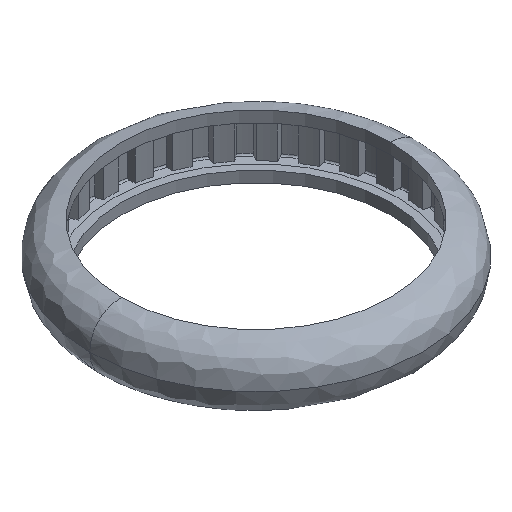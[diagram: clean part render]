
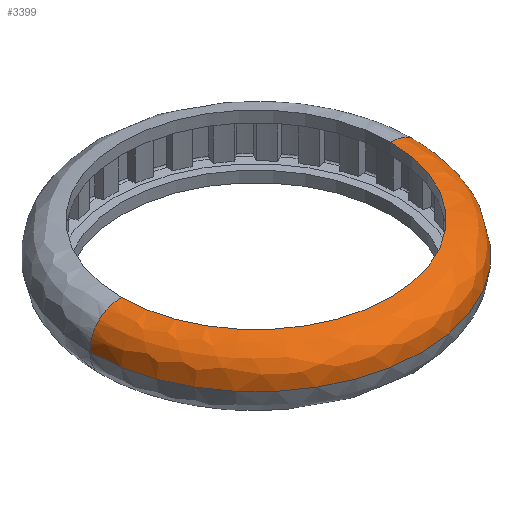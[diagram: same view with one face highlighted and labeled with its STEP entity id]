
A CAD part, isometric view. The second image highlights one B-rep face of the part: STEP entity #3399.
In plain terms, the highlighted free-form (B-spline) face has degree [3, 3] with [7, 4] control points.
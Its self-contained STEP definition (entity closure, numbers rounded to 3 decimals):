
#393=FACE_OUTER_BOUND('',#585,.T.);
#585=EDGE_LOOP('',(#2185,#2186,#2187,#2188));
#779=B_SPLINE_CURVE_WITH_KNOTS('',3,(#4766,#4767,#4768,#4769,#4770,#4771,
#4772),.UNSPECIFIED.,.F.,.F.,(4,1,1,1,4),(0.008,0.25,0.5,
0.75,0.992),.UNSPECIFIED.);
#780=B_SPLINE_CURVE_WITH_KNOTS('',3,(#4775,#4776,#4777,#4778,#4779,#4780,
#4781),.UNSPECIFIED.,.F.,.F.,(4,1,1,1,4),(0.008,0.25,0.5,
0.75,0.992),.UNSPECIFIED.);
#1021=CIRCLE('',#3611,41.146);
#1022=CIRCLE('',#3612,50.8);
#1227=VERTEX_POINT('',#4762);
#1228=VERTEX_POINT('',#4763);
#1229=VERTEX_POINT('',#4765);
#1230=VERTEX_POINT('',#4773);
#1611=EDGE_CURVE('',#1227,#1228,#1021,.T.);
#1612=EDGE_CURVE('',#1227,#1229,#779,.T.);
#1613=EDGE_CURVE('',#1230,#1229,#1022,.T.);
#1614=EDGE_CURVE('',#1228,#1230,#780,.T.);
#2185=ORIENTED_EDGE('',*,*,#1611,.F.);
#2186=ORIENTED_EDGE('',*,*,#1612,.T.);
#2187=ORIENTED_EDGE('',*,*,#1613,.F.);
#2188=ORIENTED_EDGE('',*,*,#1614,.F.);
#3333=(
BOUNDED_SURFACE()
B_SPLINE_SURFACE(3,3,((#4734,#4735,#4736,#4737),(#4738,#4739,#4740,#4741),
(#4742,#4743,#4744,#4745),(#4746,#4747,#4748,#4749),(#4750,#4751,#4752,
#4753),(#4754,#4755,#4756,#4757),(#4758,#4759,#4760,#4761)),
 .UNSPECIFIED.,.F.,.F.,.F.)
B_SPLINE_SURFACE_WITH_KNOTS((4,1,1,1,4),(4,4),(0.008,0.25,
0.5,0.75,0.992),(0.,1.),.UNSPECIFIED.)
GEOMETRIC_REPRESENTATION_ITEM()
RATIONAL_B_SPLINE_SURFACE(((1.,0.333,0.333,1.),
(1.,0.333,0.333,1.),(1.,0.333,0.333,
1.),(1.,0.333,0.333,1.),(1.,0.333,0.333,
1.),(1.,0.333,0.333,1.),(1.,0.333,0.333,
1.)))
REPRESENTATION_ITEM('')
SURFACE()
);
#3399=ADVANCED_FACE('',(#393),#3333,.F.);
#3611=AXIS2_PLACEMENT_3D('',#4764,#3945,#3946);
#3612=AXIS2_PLACEMENT_3D('',#4774,#3947,#3948);
#3945=DIRECTION('center_axis',(0.,0.,1.));
#3946=DIRECTION('ref_axis',(-1.,0.,0.));
#3947=DIRECTION('center_axis',(0.,0.,-1.));
#3948=DIRECTION('ref_axis',(1.,0.,0.));
#4734=CARTESIAN_POINT('Ctrl Pts',(41.146,0.,9.623));
#4735=CARTESIAN_POINT('Ctrl Pts',(41.146,-82.292,9.623));
#4736=CARTESIAN_POINT('Ctrl Pts',(-41.146,-82.292,9.623));
#4737=CARTESIAN_POINT('Ctrl Pts',(-41.146,0.,
9.623));
#4738=CARTESIAN_POINT('Ctrl Pts',(42.723,0.,9.596));
#4739=CARTESIAN_POINT('Ctrl Pts',(42.723,-85.446,9.596));
#4740=CARTESIAN_POINT('Ctrl Pts',(-42.723,-85.446,9.596));
#4741=CARTESIAN_POINT('Ctrl Pts',(-42.723,0.,
9.596));
#4742=CARTESIAN_POINT('Ctrl Pts',(45.384,0.,9.012));
#4743=CARTESIAN_POINT('Ctrl Pts',(45.384,-90.767,9.012));
#4744=CARTESIAN_POINT('Ctrl Pts',(-45.384,-90.767,9.012));
#4745=CARTESIAN_POINT('Ctrl Pts',(-45.384,0.,
9.012));
#4746=CARTESIAN_POINT('Ctrl Pts',(48.321,0.,7.083));
#4747=CARTESIAN_POINT('Ctrl Pts',(48.321,-96.641,7.083));
#4748=CARTESIAN_POINT('Ctrl Pts',(-48.321,-96.641,7.083));
#4749=CARTESIAN_POINT('Ctrl Pts',(-48.321,0.,
7.083));
#4750=CARTESIAN_POINT('Ctrl Pts',(50.259,0.,4.181));
#4751=CARTESIAN_POINT('Ctrl Pts',(50.259,-100.518,4.181));
#4752=CARTESIAN_POINT('Ctrl Pts',(-50.259,-100.518,4.181));
#4753=CARTESIAN_POINT('Ctrl Pts',(-50.259,0.,
4.181));
#4754=CARTESIAN_POINT('Ctrl Pts',(50.814,0.,1.546));
#4755=CARTESIAN_POINT('Ctrl Pts',(50.814,-101.628,1.546));
#4756=CARTESIAN_POINT('Ctrl Pts',(-50.814,-101.628,1.546));
#4757=CARTESIAN_POINT('Ctrl Pts',(-50.814,0.,
1.546));
#4758=CARTESIAN_POINT('Ctrl Pts',(50.8,0.,-0.031));
#4759=CARTESIAN_POINT('Ctrl Pts',(50.8,-101.6,-0.031));
#4760=CARTESIAN_POINT('Ctrl Pts',(-50.8,-101.6,-0.031));
#4761=CARTESIAN_POINT('Ctrl Pts',(-50.8,0.,
-0.031));
#4762=CARTESIAN_POINT('',(-41.146,0.,9.623));
#4763=CARTESIAN_POINT('',(41.146,0.,9.623));
#4764=CARTESIAN_POINT('Origin',(0.,0.,9.623));
#4765=CARTESIAN_POINT('',(-50.8,0.,-0.031));
#4766=CARTESIAN_POINT('Ctrl Pts',(-41.146,0.,
9.623));
#4767=CARTESIAN_POINT('Ctrl Pts',(-42.723,0.,
9.596));
#4768=CARTESIAN_POINT('Ctrl Pts',(-45.384,0.,
9.012));
#4769=CARTESIAN_POINT('Ctrl Pts',(-48.321,0.,
7.083));
#4770=CARTESIAN_POINT('Ctrl Pts',(-50.259,0.,
4.181));
#4771=CARTESIAN_POINT('Ctrl Pts',(-50.814,0.,
1.546));
#4772=CARTESIAN_POINT('Ctrl Pts',(-50.8,0.,
-0.031));
#4773=CARTESIAN_POINT('',(50.8,0.,-0.031));
#4774=CARTESIAN_POINT('Origin',(0.,0.,-0.031));
#4775=CARTESIAN_POINT('Ctrl Pts',(41.146,0.,9.623));
#4776=CARTESIAN_POINT('Ctrl Pts',(42.723,0.,9.596));
#4777=CARTESIAN_POINT('Ctrl Pts',(45.384,0.,9.012));
#4778=CARTESIAN_POINT('Ctrl Pts',(48.321,0.,7.083));
#4779=CARTESIAN_POINT('Ctrl Pts',(50.259,0.,4.181));
#4780=CARTESIAN_POINT('Ctrl Pts',(50.814,0.,1.546));
#4781=CARTESIAN_POINT('Ctrl Pts',(50.8,0.,-0.031));
